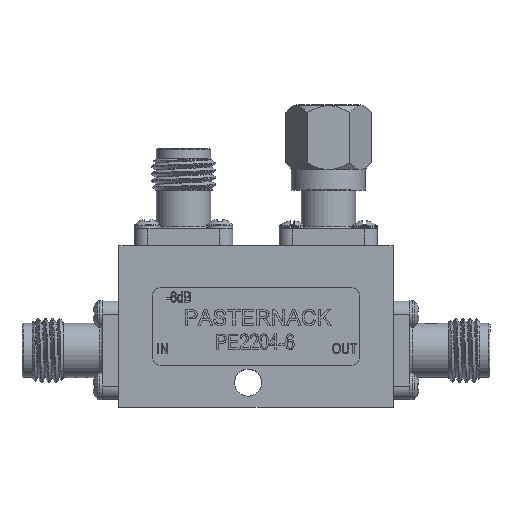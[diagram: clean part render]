
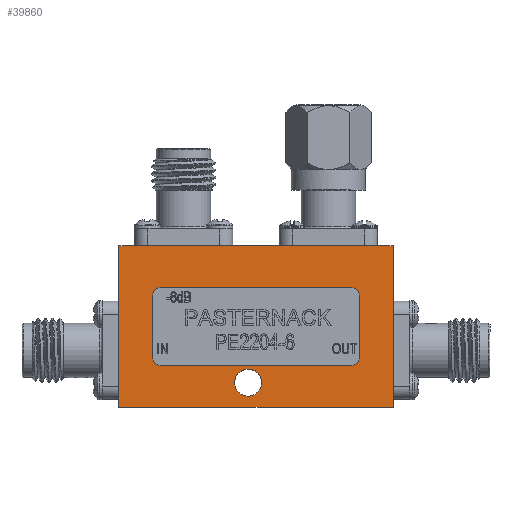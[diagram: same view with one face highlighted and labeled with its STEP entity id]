
A CAD part, top view. The second image highlights one B-rep face of the part: STEP entity #39860.
In plain terms, the highlighted planar face has unit normal (0, 0, 1).
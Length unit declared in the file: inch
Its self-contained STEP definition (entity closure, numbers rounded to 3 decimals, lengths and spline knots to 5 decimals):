
#287 = ORIENTED_EDGE ( 'NONE', *, *, #17208, .T. ) ;
#412 = VERTEX_POINT ( 'NONE', #31564 ) ;
#1365 = VERTEX_POINT ( 'NONE', #39145 ) ;
#1986 = VERTEX_POINT ( 'NONE', #5211 ) ;
#2097 = DIRECTION ( 'NONE',  ( 1., 0., 0. ) ) ;
#2175 = FACE_BOUND ( 'NONE', #2843, .T. ) ;
#2338 = CARTESIAN_POINT ( 'NONE',  ( -0.47, 0.3775, 0.19 ) ) ;
#2453 = VERTEX_POINT ( 'NONE', #12051 ) ;
#2604 = EDGE_CURVE ( 'NONE', #34766, #46142, #42245, .T. ) ;
#2615 = LINE ( 'NONE', #47651, #7272 ) ;
#2838 = VECTOR ( 'NONE', #34581, 39.37008 ) ;
#2843 = EDGE_LOOP ( 'NONE', ( #19271 ) ) ;
#3407 = EDGE_LOOP ( 'NONE', ( #31373, #42422, #36335, #287, #21859, #9789, #20962, #47337, #23749, #17808, #8166, #21153 ) ) ;
#3637 = CARTESIAN_POINT ( 'NONE',  ( -0.53, 0.3775, 0.19 ) ) ;
#4038 = VERTEX_POINT ( 'NONE', #15489 ) ;
#4384 = EDGE_CURVE ( 'NONE', #412, #2453, #48020, .T. ) ;
#5211 = CARTESIAN_POINT ( 'NONE',  ( 0.53, 0.3125, 0.19 ) ) ;
#5236 = CIRCLE ( 'NONE', #26916, 0.0525 ) ;
#5910 = LINE ( 'NONE', #17659, #46797 ) ;
#6060 = DIRECTION ( 'NONE',  ( 0., 1., 0. ) ) ;
#6409 = VERTEX_POINT ( 'NONE', #21560 ) ;
#6541 = DIRECTION ( 'NONE',  ( 0., 0., -1. ) ) ;
#6666 = DIRECTION ( 'NONE',  ( -1., 0., 0. ) ) ;
#7272 = VECTOR ( 'NONE', #6666, 39.37008 ) ;
#8166 = ORIENTED_EDGE ( 'NONE', *, *, #37464, .T. ) ;
#8653 = EDGE_CURVE ( 'NONE', #4038, #4038, #5236, .T. ) ;
#8759 = LINE ( 'NONE', #30201, #35040 ) ;
#9789 = ORIENTED_EDGE ( 'NONE', *, *, #43170, .T. ) ;
#9807 = CARTESIAN_POINT ( 'NONE',  ( 0.53, 0.0475, 0.19 ) ) ;
#10232 = VECTOR ( 'NONE', #48263, 39.37008 ) ;
#10459 = DIRECTION ( 'NONE',  ( 0., -1., 0. ) ) ;
#10937 = FACE_OUTER_BOUND ( 'NONE', #3407, .T. ) ;
#11198 = DIRECTION ( 'NONE',  ( -1., 0., 0. ) ) ;
#12051 = CARTESIAN_POINT ( 'NONE',  ( -0.53, -0.2325, 0.19 ) ) ;
#13426 = DIRECTION ( 'NONE',  ( 1., 0., 0. ) ) ;
#13853 = LINE ( 'NONE', #32736, #37249 ) ;
#14563 = CARTESIAN_POINT ( 'NONE',  ( -0.47, 0.3125, 0.19 ) ) ;
#15489 = CARTESIAN_POINT ( 'NONE',  ( 0.0225, -0.2175, 0.19 ) ) ;
#17208 = EDGE_CURVE ( 'NONE', #1365, #30667, #36810, .T. ) ;
#17410 = CARTESIAN_POINT ( 'NONE',  ( -0.53, -0.3125, 0.19 ) ) ;
#17659 = CARTESIAN_POINT ( 'NONE',  ( -0.53, -0.3125, 0.19 ) ) ;
#17702 = VECTOR ( 'NONE', #41349, 39.37008 ) ;
#17782 = VERTEX_POINT ( 'NONE', #24890 ) ;
#17808 = ORIENTED_EDGE ( 'NONE', *, *, #28016, .T. ) ;
#19271 = ORIENTED_EDGE ( 'NONE', *, *, #8653, .F. ) ;
#19273 = AXIS2_PLACEMENT_3D ( 'NONE', #2338, #6541, #6060 ) ;
#20434 = VERTEX_POINT ( 'NONE', #21053 ) ;
#20679 = DIRECTION ( 'NONE',  ( -1., 0., 0. ) ) ;
#20887 = LINE ( 'NONE', #23501, #2838 ) ;
#20952 = CARTESIAN_POINT ( 'NONE',  ( -0.03, -0.2175, 0.19 ) ) ;
#20962 = ORIENTED_EDGE ( 'NONE', *, *, #26038, .T. ) ;
#21053 = CARTESIAN_POINT ( 'NONE',  ( -0.14, 0.3125, 0.19 ) ) ;
#21153 = ORIENTED_EDGE ( 'NONE', *, *, #28724, .T. ) ;
#21560 = CARTESIAN_POINT ( 'NONE',  ( 0.53, -0.2325, 0.19 ) ) ;
#21598 = DIRECTION ( 'NONE',  ( 0., -1., 0. ) ) ;
#21859 = ORIENTED_EDGE ( 'NONE', *, *, #41678, .T. ) ;
#22295 = CARTESIAN_POINT ( 'NONE',  ( 0.53, -0.3125, 0.19 ) ) ;
#23501 = CARTESIAN_POINT ( 'NONE',  ( -0.53, 0.3125, 0.19 ) ) ;
#23749 = ORIENTED_EDGE ( 'NONE', *, *, #2604, .T. ) ;
#24861 = LINE ( 'NONE', #22295, #10232 ) ;
#24890 = CARTESIAN_POINT ( 'NONE',  ( -0.53, 0.3125, 0.19 ) ) ;
#25648 = VECTOR ( 'NONE', #20679, 39.37008 ) ;
#26038 = EDGE_CURVE ( 'NONE', #34053, #1986, #8759, .T. ) ;
#26916 = AXIS2_PLACEMENT_3D ( 'NONE', #20952, #47074, #13426 ) ;
#27921 = CARTESIAN_POINT ( 'NONE',  ( 0.53, -0.3125, 0.19 ) ) ;
#28016 = EDGE_CURVE ( 'NONE', #46142, #20434, #20887, .T. ) ;
#28042 = VECTOR ( 'NONE', #2097, 39.37008 ) ;
#28724 = EDGE_CURVE ( 'NONE', #35888, #17782, #13853, .T. ) ;
#29024 = CARTESIAN_POINT ( 'NONE',  ( 0.42, 0.3125, 0.19 ) ) ;
#29709 = DIRECTION ( 'NONE',  ( 0., -1., 0. ) ) ;
#30201 = CARTESIAN_POINT ( 'NONE',  ( 0.53, -0.3125, 0.19 ) ) ;
#30667 = VERTEX_POINT ( 'NONE', #27921 ) ;
#31373 = ORIENTED_EDGE ( 'NONE', *, *, #45685, .T. ) ;
#31564 = CARTESIAN_POINT ( 'NONE',  ( -0.53, 0.0475, 0.19 ) ) ;
#32736 = CARTESIAN_POINT ( 'NONE',  ( -0.53, 0.3125, 0.19 ) ) ;
#33666 = DIRECTION ( 'NONE',  ( 0., 1., 0. ) ) ;
#34053 = VERTEX_POINT ( 'NONE', #9807 ) ;
#34562 = VECTOR ( 'NONE', #29709, 39.37008 ) ;
#34581 = DIRECTION ( 'NONE',  ( -1., 0., 0. ) ) ;
#34766 = VERTEX_POINT ( 'NONE', #29024 ) ;
#35040 = VECTOR ( 'NONE', #33666, 39.37008 ) ;
#35888 = VERTEX_POINT ( 'NONE', #40354 ) ;
#36335 = ORIENTED_EDGE ( 'NONE', *, *, #46532, .T. ) ;
#36810 = LINE ( 'NONE', #17410, #28042 ) ;
#37249 = VECTOR ( 'NONE', #11198, 39.37008 ) ;
#37449 = CARTESIAN_POINT ( 'NONE',  ( 0.14, 0.3125, 0.19 ) ) ;
#37464 = EDGE_CURVE ( 'NONE', #20434, #35888, #47226, .T. ) ;
#38183 = VECTOR ( 'NONE', #43051, 39.37008 ) ;
#39145 = CARTESIAN_POINT ( 'NONE',  ( -0.53, -0.3125, 0.19 ) ) ;
#39860 = ADVANCED_FACE ( 'NONE', ( #10937, #2175 ), #43924, .F. ) ;
#40354 = CARTESIAN_POINT ( 'NONE',  ( -0.42, 0.3125, 0.19 ) ) ;
#40530 = LINE ( 'NONE', #45522, #38183 ) ;
#41349 = DIRECTION ( 'NONE',  ( -1., 0., 0. ) ) ;
#41678 = EDGE_CURVE ( 'NONE', #30667, #6409, #24861, .T. ) ;
#42245 = LINE ( 'NONE', #14563, #17702 ) ;
#42386 = EDGE_CURVE ( 'NONE', #1986, #34766, #2615, .T. ) ;
#42422 = ORIENTED_EDGE ( 'NONE', *, *, #4384, .T. ) ;
#42681 = LINE ( 'NONE', #47515, #47945 ) ;
#43051 = DIRECTION ( 'NONE',  ( 0., 1., 0. ) ) ;
#43170 = EDGE_CURVE ( 'NONE', #6409, #34053, #40530, .T. ) ;
#43924 = PLANE ( 'NONE',  #19273 ) ;
#45522 = CARTESIAN_POINT ( 'NONE',  ( 0.53, 0.3775, 0.19 ) ) ;
#45685 = EDGE_CURVE ( 'NONE', #17782, #412, #5910, .T. ) ;
#46142 = VERTEX_POINT ( 'NONE', #37449 ) ;
#46532 = EDGE_CURVE ( 'NONE', #2453, #1365, #42681, .T. ) ;
#46797 = VECTOR ( 'NONE', #21598, 39.37008 ) ;
#47074 = DIRECTION ( 'NONE',  ( 0., 0., 1. ) ) ;
#47127 = CARTESIAN_POINT ( 'NONE',  ( -0.47, 0.3125, 0.19 ) ) ;
#47226 = LINE ( 'NONE', #47127, #25648 ) ;
#47337 = ORIENTED_EDGE ( 'NONE', *, *, #42386, .T. ) ;
#47515 = CARTESIAN_POINT ( 'NONE',  ( -0.53, -0.3125, 0.19 ) ) ;
#47651 = CARTESIAN_POINT ( 'NONE',  ( -0.53, 0.3125, 0.19 ) ) ;
#47945 = VECTOR ( 'NONE', #10459, 39.37008 ) ;
#48020 = LINE ( 'NONE', #3637, #34562 ) ;
#48263 = DIRECTION ( 'NONE',  ( 0., 1., 0. ) ) ;
